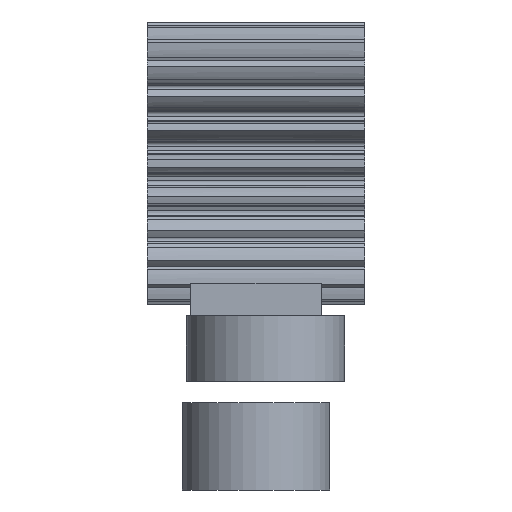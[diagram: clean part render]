
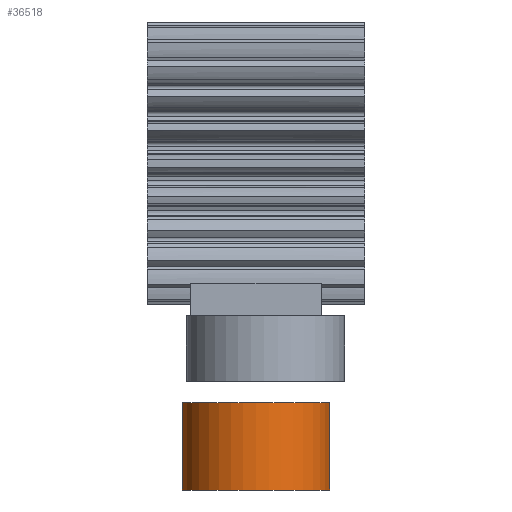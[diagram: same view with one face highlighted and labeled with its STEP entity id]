
A CAD part, front view. The second image highlights one B-rep face of the part: STEP entity #36518.
In plain terms, the highlighted cylindrical face has radius 3.393 mm (diameter 6.787 mm), a full revolution.
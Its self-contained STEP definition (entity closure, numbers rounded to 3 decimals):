
#36518 = ADVANCED_FACE('',(#36519),#36533,.T.);
#36519 = FACE_BOUND('',#36520,.F.);
#36520 = EDGE_LOOP('',(#36521,#36551,#36578,#36579));
#36521 = ORIENTED_EDGE('',*,*,#36522,.T.);
#36522 = EDGE_CURVE('',#36523,#36525,#36527,.T.);
#36523 = VERTEX_POINT('',#36524);
#36524 = CARTESIAN_POINT('',(-81.607,16.,13.));
#36525 = VERTEX_POINT('',#36526);
#36526 = CARTESIAN_POINT('',(-81.607,16.,17.));
#36527 = SEAM_CURVE('',#36528,(#36532,#36544),.PCURVE_S1.);
#36528 = LINE('',#36529,#36530);
#36529 = CARTESIAN_POINT('',(-81.607,16.,13.));
#36530 = VECTOR('',#36531,1.);
#36531 = DIRECTION('',(0.,0.,1.));
#36532 = PCURVE('',#36533,#36538);
#36533 = CYLINDRICAL_SURFACE('',#36534,3.393);
#36534 = AXIS2_PLACEMENT_3D('',#36535,#36536,#36537);
#36535 = CARTESIAN_POINT('',(-85.,16.,13.));
#36536 = DIRECTION('',(-0.,-0.,-1.));
#36537 = DIRECTION('',(1.,0.,0.));
#36538 = DEFINITIONAL_REPRESENTATION('',(#36539),#36543);
#36539 = LINE('',#36540,#36541);
#36540 = CARTESIAN_POINT('',(-0.,0.));
#36541 = VECTOR('',#36542,1.);
#36542 = DIRECTION('',(-0.,-1.));
#36543 = ( GEOMETRIC_REPRESENTATION_CONTEXT(2) 
PARAMETRIC_REPRESENTATION_CONTEXT() REPRESENTATION_CONTEXT('2D SPACE',''
  ) );
#36544 = PCURVE('',#36533,#36545);
#36545 = DEFINITIONAL_REPRESENTATION('',(#36546),#36550);
#36546 = LINE('',#36547,#36548);
#36547 = CARTESIAN_POINT('',(-6.283,0.));
#36548 = VECTOR('',#36549,1.);
#36549 = DIRECTION('',(-0.,-1.));
#36550 = ( GEOMETRIC_REPRESENTATION_CONTEXT(2) 
PARAMETRIC_REPRESENTATION_CONTEXT() REPRESENTATION_CONTEXT('2D SPACE',''
  ) );
#36551 = ORIENTED_EDGE('',*,*,#36552,.T.);
#36552 = EDGE_CURVE('',#36525,#36525,#36553,.T.);
#36553 = SURFACE_CURVE('',#36554,(#36559,#36566),.PCURVE_S1.);
#36554 = CIRCLE('',#36555,3.393);
#36555 = AXIS2_PLACEMENT_3D('',#36556,#36557,#36558);
#36556 = CARTESIAN_POINT('',(-85.,16.,17.));
#36557 = DIRECTION('',(0.,0.,1.));
#36558 = DIRECTION('',(1.,0.,0.));
#36559 = PCURVE('',#36533,#36560);
#36560 = DEFINITIONAL_REPRESENTATION('',(#36561),#36565);
#36561 = LINE('',#36562,#36563);
#36562 = CARTESIAN_POINT('',(-0.,-4.));
#36563 = VECTOR('',#36564,1.);
#36564 = DIRECTION('',(-1.,0.));
#36565 = ( GEOMETRIC_REPRESENTATION_CONTEXT(2) 
PARAMETRIC_REPRESENTATION_CONTEXT() REPRESENTATION_CONTEXT('2D SPACE',''
  ) );
#36566 = PCURVE('',#36567,#36572);
#36567 = PLANE('',#36568);
#36568 = AXIS2_PLACEMENT_3D('',#36569,#36570,#36571);
#36569 = CARTESIAN_POINT('',(-85.,16.,17.));
#36570 = DIRECTION('',(0.,0.,1.));
#36571 = DIRECTION('',(1.,0.,0.));
#36572 = DEFINITIONAL_REPRESENTATION('',(#36573),#36577);
#36573 = CIRCLE('',#36574,3.393);
#36574 = AXIS2_PLACEMENT_2D('',#36575,#36576);
#36575 = CARTESIAN_POINT('',(0.,0.));
#36576 = DIRECTION('',(1.,0.));
#36577 = ( GEOMETRIC_REPRESENTATION_CONTEXT(2) 
PARAMETRIC_REPRESENTATION_CONTEXT() REPRESENTATION_CONTEXT('2D SPACE',''
  ) );
#36578 = ORIENTED_EDGE('',*,*,#36522,.F.);
#36579 = ORIENTED_EDGE('',*,*,#36580,.F.);
#36580 = EDGE_CURVE('',#36523,#36523,#36581,.T.);
#36581 = SURFACE_CURVE('',#36582,(#36587,#36594),.PCURVE_S1.);
#36582 = CIRCLE('',#36583,3.393);
#36583 = AXIS2_PLACEMENT_3D('',#36584,#36585,#36586);
#36584 = CARTESIAN_POINT('',(-85.,16.,13.));
#36585 = DIRECTION('',(0.,0.,1.));
#36586 = DIRECTION('',(1.,0.,0.));
#36587 = PCURVE('',#36533,#36588);
#36588 = DEFINITIONAL_REPRESENTATION('',(#36589),#36593);
#36589 = LINE('',#36590,#36591);
#36590 = CARTESIAN_POINT('',(-0.,0.));
#36591 = VECTOR('',#36592,1.);
#36592 = DIRECTION('',(-1.,0.));
#36593 = ( GEOMETRIC_REPRESENTATION_CONTEXT(2) 
PARAMETRIC_REPRESENTATION_CONTEXT() REPRESENTATION_CONTEXT('2D SPACE',''
  ) );
#36594 = PCURVE('',#36595,#36600);
#36595 = PLANE('',#36596);
#36596 = AXIS2_PLACEMENT_3D('',#36597,#36598,#36599);
#36597 = CARTESIAN_POINT('',(-85.,16.,13.));
#36598 = DIRECTION('',(0.,0.,1.));
#36599 = DIRECTION('',(1.,0.,0.));
#36600 = DEFINITIONAL_REPRESENTATION('',(#36601),#36605);
#36601 = CIRCLE('',#36602,3.393);
#36602 = AXIS2_PLACEMENT_2D('',#36603,#36604);
#36603 = CARTESIAN_POINT('',(0.,0.));
#36604 = DIRECTION('',(1.,0.));
#36605 = ( GEOMETRIC_REPRESENTATION_CONTEXT(2) 
PARAMETRIC_REPRESENTATION_CONTEXT() REPRESENTATION_CONTEXT('2D SPACE',''
  ) );
